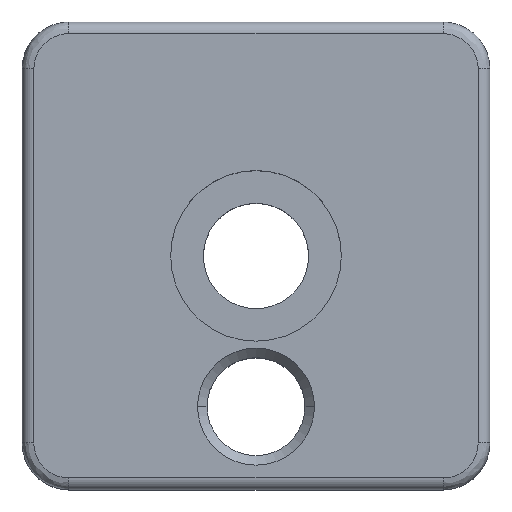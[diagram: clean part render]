
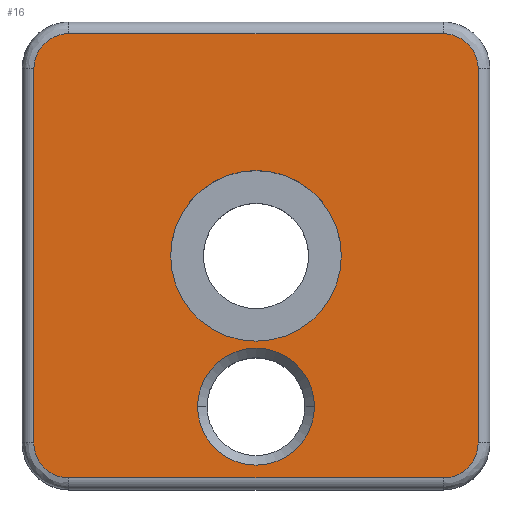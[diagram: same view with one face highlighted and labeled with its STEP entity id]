
A CAD part, top view. The second image highlights one B-rep face of the part: STEP entity #16.
In plain terms, the highlighted planar face has unit normal (0, 0, 1).
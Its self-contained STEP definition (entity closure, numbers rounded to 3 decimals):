
#8 = AXIS2_PLACEMENT_3D ( 'NONE', #830, #824, #119 ) ;
#16 = ADVANCED_FACE ( 'NONE', ( #42, #534, #312 ), #246, .T. ) ;
#17 = DIRECTION ( 'NONE',  ( 0., 0., -1. ) ) ;
#26 = LINE ( 'NONE', #517, #441 ) ;
#38 =( BOUNDED_CURVE ( )  B_SPLINE_CURVE ( 3, ( #69, #47, #833, #211 ),
 .UNSPECIFIED., .F., .T. ) 
 B_SPLINE_CURVE_WITH_KNOTS ( ( 4, 4 ),
 ( 0., 1. ),
 .UNSPECIFIED. ) 
 CURVE ( )  GEOMETRIC_REPRESENTATION_ITEM ( )  RATIONAL_B_SPLINE_CURVE ( ( 1., 0.805, 0.805, 1. ) ) 
 REPRESENTATION_ITEM ( '' )  );
#39 = CARTESIAN_POINT ( 'NONE',  ( 19., -16., 16. ) ) ;
#42 = FACE_OUTER_BOUND ( 'NONE', #845, .T. ) ;
#43 = DIRECTION ( 'NONE',  ( 0., 0., -1. ) ) ;
#47 = CARTESIAN_POINT ( 'NONE',  ( -17.757, -19., 16. ) ) ;
#49 = CIRCLE ( 'NONE', #403, 7.3 ) ;
#50 = VECTOR ( 'NONE', #900, 1000. ) ;
#56 = CIRCLE ( 'NONE', #491, 7.3 ) ;
#69 = CARTESIAN_POINT ( 'NONE',  ( -16., -19., 16. ) ) ;
#73 = EDGE_CURVE ( 'NONE', #807, #345, #324, .T. ) ;
#80 = ORIENTED_EDGE ( 'NONE', *, *, #626, .F. ) ;
#82 = VERTEX_POINT ( 'NONE', #629 ) ;
#94 = EDGE_CURVE ( 'NONE', #345, #584, #38, .T. ) ;
#107 = DIRECTION ( 'NONE',  ( 1., 0., 0. ) ) ;
#115 = AXIS2_PLACEMENT_3D ( 'NONE', #468, #395, #327 ) ;
#119 = DIRECTION ( 'NONE',  ( 1., 0., 0. ) ) ;
#124 = CARTESIAN_POINT ( 'NONE',  ( 19., 16., 16. ) ) ;
#130 = EDGE_CURVE ( 'NONE', #909, #230, #141, .T. ) ;
#141 =( BOUNDED_CURVE ( )  B_SPLINE_CURVE ( 3, ( #921, #620, #703, #195 ),
 .UNSPECIFIED., .F., .T. ) 
 B_SPLINE_CURVE_WITH_KNOTS ( ( 4, 4 ),
 ( 0., 1. ),
 .UNSPECIFIED. ) 
 CURVE ( )  GEOMETRIC_REPRESENTATION_ITEM ( )  RATIONAL_B_SPLINE_CURVE ( ( 1., 0.805, 0.805, 1. ) ) 
 REPRESENTATION_ITEM ( '' )  );
#144 = EDGE_LOOP ( 'NONE', ( #594, #922 ) ) ;
#145 = EDGE_CURVE ( 'NONE', #484, #364, #419, .T. ) ;
#158 = CARTESIAN_POINT ( 'NONE',  ( 16., 19., 16. ) ) ;
#169 = VECTOR ( 'NONE', #688, 1000. ) ;
#172 = VERTEX_POINT ( 'NONE', #490 ) ;
#190 = EDGE_CURVE ( 'NONE', #340, #82, #486, .T. ) ;
#195 = CARTESIAN_POINT ( 'NONE',  ( -16., 19., 16. ) ) ;
#200 = CARTESIAN_POINT ( 'NONE',  ( 17.757, 19., 16. ) ) ;
#211 = CARTESIAN_POINT ( 'NONE',  ( -19., -16., 16. ) ) ;
#220 = CARTESIAN_POINT ( 'NONE',  ( 7.3, 0., 16. ) ) ;
#230 = VERTEX_POINT ( 'NONE', #730 ) ;
#238 = CARTESIAN_POINT ( 'NONE',  ( 0., -12.9, 16. ) ) ;
#241 = DIRECTION ( 'NONE',  ( 0., -1., 0. ) ) ;
#246 = PLANE ( 'NONE',  #115 ) ;
#252 = CARTESIAN_POINT ( 'NONE',  ( 16., -19., 16. ) ) ;
#256 = CARTESIAN_POINT ( 'NONE',  ( -16., 19., 16. ) ) ;
#257 = CARTESIAN_POINT ( 'NONE',  ( 5., -12.9, 16. ) ) ;
#273 = ORIENTED_EDGE ( 'NONE', *, *, #190, .T. ) ;
#312 = FACE_BOUND ( 'NONE', #628, .T. ) ;
#313 = CARTESIAN_POINT ( 'NONE',  ( 19., -17.757, 16. ) ) ;
#324 = LINE ( 'NONE', #609, #50 ) ;
#327 = DIRECTION ( 'NONE',  ( 1., 0., 0. ) ) ;
#340 = VERTEX_POINT ( 'NONE', #257 ) ;
#345 = VERTEX_POINT ( 'NONE', #820 ) ;
#364 = VERTEX_POINT ( 'NONE', #831 ) ;
#367 = ORIENTED_EDGE ( 'NONE', *, *, #94, .F. ) ;
#370 = ORIENTED_EDGE ( 'NONE', *, *, #130, .F. ) ;
#378 = CARTESIAN_POINT ( 'NONE',  ( 19., -16., 16. ) ) ;
#386 = CARTESIAN_POINT ( 'NONE',  ( 16., -19., 16. ) ) ;
#395 = DIRECTION ( 'NONE',  ( 0., 0., 1. ) ) ;
#403 = AXIS2_PLACEMENT_3D ( 'NONE', #741, #17, #456 ) ;
#419 =( BOUNDED_CURVE ( )  B_SPLINE_CURVE ( 3, ( #699, #200, #482, #124 ),
 .UNSPECIFIED., .F., .T. ) 
 B_SPLINE_CURVE_WITH_KNOTS ( ( 4, 4 ),
 ( 0., 1. ),
 .UNSPECIFIED. ) 
 CURVE ( )  GEOMETRIC_REPRESENTATION_ITEM ( )  RATIONAL_B_SPLINE_CURVE ( ( 1., 0.805, 0.805, 1. ) ) 
 REPRESENTATION_ITEM ( '' )  );
#441 = VECTOR ( 'NONE', #241, 1000. ) ;
#456 = DIRECTION ( 'NONE',  ( 1., 0., 0. ) ) ;
#460 = LINE ( 'NONE', #256, #169 ) ;
#468 = CARTESIAN_POINT ( 'NONE',  ( 17.5, 16., 16. ) ) ;
#482 = CARTESIAN_POINT ( 'NONE',  ( 19., 17.757, 16. ) ) ;
#484 = VERTEX_POINT ( 'NONE', #158 ) ;
#486 = CIRCLE ( 'NONE', #897, 5. ) ;
#490 = CARTESIAN_POINT ( 'NONE',  ( -7.3, 0., 16. ) ) ;
#491 = AXIS2_PLACEMENT_3D ( 'NONE', #748, #43, #107 ) ;
#517 = CARTESIAN_POINT ( 'NONE',  ( 19., 16., 16. ) ) ;
#522 = CARTESIAN_POINT ( 'NONE',  ( -19., -16., 16. ) ) ;
#526 = VERTEX_POINT ( 'NONE', #220 ) ;
#530 = DIRECTION ( 'NONE',  ( 0., 1., 0. ) ) ;
#534 = FACE_BOUND ( 'NONE', #144, .T. ) ;
#584 = VERTEX_POINT ( 'NONE', #522 ) ;
#594 = ORIENTED_EDGE ( 'NONE', *, *, #818, .T. ) ;
#609 = CARTESIAN_POINT ( 'NONE',  ( 16., -19., 16. ) ) ;
#620 = CARTESIAN_POINT ( 'NONE',  ( -19., 17.757, 16. ) ) ;
#626 = EDGE_CURVE ( 'NONE', #584, #909, #876, .T. ) ;
#628 = EDGE_LOOP ( 'NONE', ( #273, #764 ) ) ;
#629 = CARTESIAN_POINT ( 'NONE',  ( -5., -12.9, 16. ) ) ;
#634 = ORIENTED_EDGE ( 'NONE', *, *, #145, .F. ) ;
#652 = EDGE_CURVE ( 'NONE', #172, #526, #49, .T. ) ;
#654 = VECTOR ( 'NONE', #530, 1000. ) ;
#658 = EDGE_CURVE ( 'NONE', #719, #807, #893, .T. ) ;
#671 = EDGE_CURVE ( 'NONE', #364, #719, #26, .T. ) ;
#688 = DIRECTION ( 'NONE',  ( 1., 0., 0. ) ) ;
#696 = CIRCLE ( 'NONE', #8, 5. ) ;
#699 = CARTESIAN_POINT ( 'NONE',  ( 16., 19., 16. ) ) ;
#700 = ORIENTED_EDGE ( 'NONE', *, *, #658, .F. ) ;
#703 = CARTESIAN_POINT ( 'NONE',  ( -17.757, 19., 16. ) ) ;
#704 = ORIENTED_EDGE ( 'NONE', *, *, #73, .F. ) ;
#709 = EDGE_CURVE ( 'NONE', #82, #340, #696, .T. ) ;
#719 = VERTEX_POINT ( 'NONE', #39 ) ;
#720 = DIRECTION ( 'NONE',  ( 1., 0., 0. ) ) ;
#725 = ORIENTED_EDGE ( 'NONE', *, *, #671, .F. ) ;
#730 = CARTESIAN_POINT ( 'NONE',  ( -16., 19., 16. ) ) ;
#741 = CARTESIAN_POINT ( 'NONE',  ( 0., 0., 16. ) ) ;
#743 = CARTESIAN_POINT ( 'NONE',  ( -19., -16., 16. ) ) ;
#746 = CARTESIAN_POINT ( 'NONE',  ( 17.757, -19., 16. ) ) ;
#748 = CARTESIAN_POINT ( 'NONE',  ( 0., 0., 16. ) ) ;
#760 = ORIENTED_EDGE ( 'NONE', *, *, #815, .F. ) ;
#764 = ORIENTED_EDGE ( 'NONE', *, *, #709, .T. ) ;
#783 = DIRECTION ( 'NONE',  ( 0., 0., -1. ) ) ;
#786 = CARTESIAN_POINT ( 'NONE',  ( -19., 16., 16. ) ) ;
#807 = VERTEX_POINT ( 'NONE', #252 ) ;
#815 = EDGE_CURVE ( 'NONE', #230, #484, #460, .T. ) ;
#818 = EDGE_CURVE ( 'NONE', #526, #172, #56, .T. ) ;
#820 = CARTESIAN_POINT ( 'NONE',  ( -16., -19., 16. ) ) ;
#824 = DIRECTION ( 'NONE',  ( 0., 0., -1. ) ) ;
#830 = CARTESIAN_POINT ( 'NONE',  ( 0., -12.9, 16. ) ) ;
#831 = CARTESIAN_POINT ( 'NONE',  ( 19., 16., 16. ) ) ;
#833 = CARTESIAN_POINT ( 'NONE',  ( -19., -17.757, 16. ) ) ;
#845 = EDGE_LOOP ( 'NONE', ( #704, #700, #725, #634, #760, #370, #80, #367 ) ) ;
#876 = LINE ( 'NONE', #743, #654 ) ;
#893 =( BOUNDED_CURVE ( )  B_SPLINE_CURVE ( 3, ( #378, #313, #746, #386 ),
 .UNSPECIFIED., .F., .T. ) 
 B_SPLINE_CURVE_WITH_KNOTS ( ( 4, 4 ),
 ( 0., 1. ),
 .UNSPECIFIED. ) 
 CURVE ( )  GEOMETRIC_REPRESENTATION_ITEM ( )  RATIONAL_B_SPLINE_CURVE ( ( 1., 0.805, 0.805, 1. ) ) 
 REPRESENTATION_ITEM ( '' )  );
#897 = AXIS2_PLACEMENT_3D ( 'NONE', #238, #783, #720 ) ;
#900 = DIRECTION ( 'NONE',  ( -1., 0., 0. ) ) ;
#909 = VERTEX_POINT ( 'NONE', #786 ) ;
#921 = CARTESIAN_POINT ( 'NONE',  ( -19., 16., 16. ) ) ;
#922 = ORIENTED_EDGE ( 'NONE', *, *, #652, .T. ) ;
